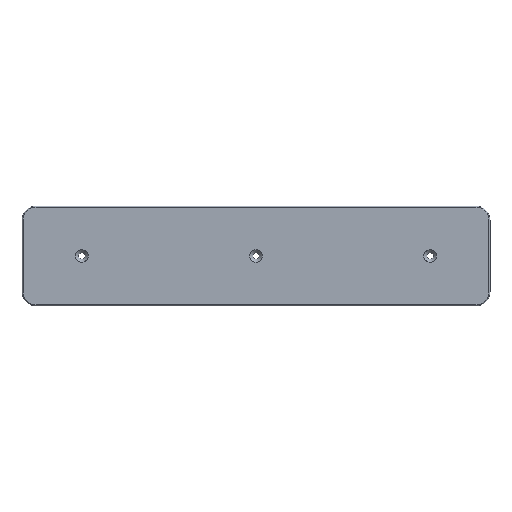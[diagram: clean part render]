
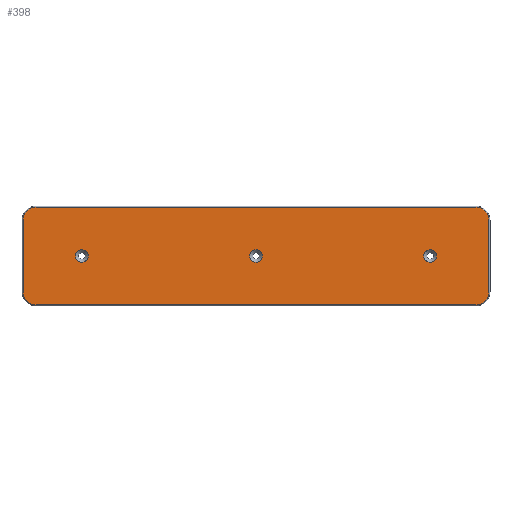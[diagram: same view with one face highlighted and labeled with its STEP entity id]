
A CAD part, top view. The second image highlights one B-rep face of the part: STEP entity #398.
In plain terms, the highlighted planar face has unit normal (0, 0, 1).
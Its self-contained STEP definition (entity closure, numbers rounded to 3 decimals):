
#15=FACE_BOUND('',#75,.T.);
#16=FACE_BOUND('',#76,.T.);
#17=FACE_BOUND('',#77,.T.);
#34=PLANE('',#446);
#50=FACE_OUTER_BOUND('',#74,.T.);
#74=EDGE_LOOP('',(#317,#318,#319,#320,#321,#322,#323,#324));
#75=EDGE_LOOP('',(#325));
#76=EDGE_LOOP('',(#326));
#77=EDGE_LOOP('',(#327));
#93=CIRCLE('',#426,6.5);
#95=CIRCLE('',#430,6.5);
#97=CIRCLE('',#434,6.5);
#99=CIRCLE('',#438,6.5);
#102=CIRCLE('',#447,3.15);
#103=CIRCLE('',#448,3.15);
#104=CIRCLE('',#449,3.15);
#117=LINE('',#610,#151);
#121=LINE('',#622,#155);
#125=LINE('',#634,#159);
#128=LINE('',#643,#162);
#151=VECTOR('',#483,10.);
#155=VECTOR('',#495,10.);
#159=VECTOR('',#507,10.);
#162=VECTOR('',#518,10.);
#181=VERTEX_POINT('',#597);
#184=VERTEX_POINT('',#602);
#185=VERTEX_POINT('',#606);
#187=VERTEX_POINT('',#612);
#189=VERTEX_POINT('',#618);
#191=VERTEX_POINT('',#624);
#193=VERTEX_POINT('',#630);
#195=VERTEX_POINT('',#636);
#202=VERTEX_POINT('',#663);
#203=VERTEX_POINT('',#665);
#204=VERTEX_POINT('',#667);
#217=EDGE_CURVE('',#184,#181,#93,.T.);
#220=EDGE_CURVE('',#181,#185,#117,.T.);
#223=EDGE_CURVE('',#185,#187,#95,.T.);
#226=EDGE_CURVE('',#187,#189,#121,.T.);
#229=EDGE_CURVE('',#189,#191,#97,.T.);
#232=EDGE_CURVE('',#191,#193,#125,.T.);
#235=EDGE_CURVE('',#193,#195,#99,.T.);
#237=EDGE_CURVE('',#195,#184,#128,.T.);
#247=EDGE_CURVE('',#202,#202,#102,.T.);
#248=EDGE_CURVE('',#203,#203,#103,.T.);
#249=EDGE_CURVE('',#204,#204,#104,.T.);
#317=ORIENTED_EDGE('',*,*,#217,.F.);
#318=ORIENTED_EDGE('',*,*,#237,.F.);
#319=ORIENTED_EDGE('',*,*,#235,.F.);
#320=ORIENTED_EDGE('',*,*,#232,.F.);
#321=ORIENTED_EDGE('',*,*,#229,.F.);
#322=ORIENTED_EDGE('',*,*,#226,.F.);
#323=ORIENTED_EDGE('',*,*,#223,.F.);
#324=ORIENTED_EDGE('',*,*,#220,.F.);
#325=ORIENTED_EDGE('',*,*,#247,.T.);
#326=ORIENTED_EDGE('',*,*,#248,.T.);
#327=ORIENTED_EDGE('',*,*,#249,.T.);
#398=ADVANCED_FACE('',(#50,#15,#16,#17),#34,.T.);
#426=AXIS2_PLACEMENT_3D('',#604,#477,#478);
#430=AXIS2_PLACEMENT_3D('',#616,#489,#490);
#434=AXIS2_PLACEMENT_3D('',#628,#501,#502);
#438=AXIS2_PLACEMENT_3D('',#640,#513,#514);
#446=AXIS2_PLACEMENT_3D('',#662,#538,#539);
#447=AXIS2_PLACEMENT_3D('',#664,#540,#541);
#448=AXIS2_PLACEMENT_3D('',#666,#542,#543);
#449=AXIS2_PLACEMENT_3D('',#668,#544,#545);
#477=DIRECTION('center_axis',(0.,0.,-1.));
#478=DIRECTION('ref_axis',(-0.707,0.707,0.));
#483=DIRECTION('',(1.,0.,0.));
#489=DIRECTION('center_axis',(0.,0.,-1.));
#490=DIRECTION('ref_axis',(0.707,0.707,0.));
#495=DIRECTION('',(0.,-1.,0.));
#501=DIRECTION('center_axis',(0.,0.,-1.));
#502=DIRECTION('ref_axis',(0.707,-0.707,0.));
#507=DIRECTION('',(-1.,0.,0.));
#513=DIRECTION('center_axis',(0.,0.,-1.));
#514=DIRECTION('ref_axis',(-0.707,-0.707,0.));
#518=DIRECTION('',(0.,1.,0.));
#538=DIRECTION('center_axis',(0.,0.,1.));
#539=DIRECTION('ref_axis',(-1.,0.,0.));
#540=DIRECTION('center_axis',(0.,0.,-1.));
#541=DIRECTION('ref_axis',(1.,0.,0.));
#542=DIRECTION('center_axis',(0.,0.,-1.));
#543=DIRECTION('ref_axis',(1.,0.,0.));
#544=DIRECTION('center_axis',(0.,0.,-1.));
#545=DIRECTION('ref_axis',(1.,0.,0.));
#597=CARTESIAN_POINT('',(32.875,-37.125,-10.1));
#602=CARTESIAN_POINT('',(26.375,-43.625,-10.1));
#604=CARTESIAN_POINT('Origin',(32.875,-43.625,-10.1));
#606=CARTESIAN_POINT('',(252.6,-37.125,-10.1));
#610=CARTESIAN_POINT('',(84.256,-37.125,-10.1));
#612=CARTESIAN_POINT('',(259.1,-43.625,-10.1));
#616=CARTESIAN_POINT('Origin',(252.6,-43.625,-10.1));
#618=CARTESIAN_POINT('',(259.1,-79.438,-10.1));
#622=CARTESIAN_POINT('',(259.1,-49.028,-10.1));
#624=CARTESIAN_POINT('',(252.6,-85.938,-10.1));
#628=CARTESIAN_POINT('Origin',(252.6,-79.438,-10.1));
#630=CARTESIAN_POINT('',(32.875,-85.938,-10.1));
#634=CARTESIAN_POINT('',(201.219,-85.938,-10.1));
#636=CARTESIAN_POINT('',(26.375,-79.438,-10.1));
#640=CARTESIAN_POINT('Origin',(32.875,-79.438,-10.1));
#643=CARTESIAN_POINT('',(26.375,-74.034,-10.1));
#662=CARTESIAN_POINT('Origin',(142.738,-61.531,-10.1));
#663=CARTESIAN_POINT('',(139.588,-61.531,-10.1));
#664=CARTESIAN_POINT('Origin',(142.738,-61.531,-10.1));
#665=CARTESIAN_POINT('',(52.625,-61.531,-10.1));
#666=CARTESIAN_POINT('Origin',(55.775,-61.531,-10.1));
#667=CARTESIAN_POINT('',(226.55,-61.531,-10.1));
#668=CARTESIAN_POINT('Origin',(229.7,-61.531,-10.1));
